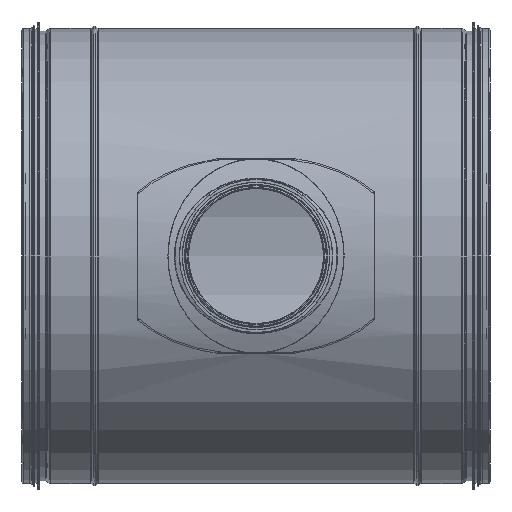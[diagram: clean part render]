
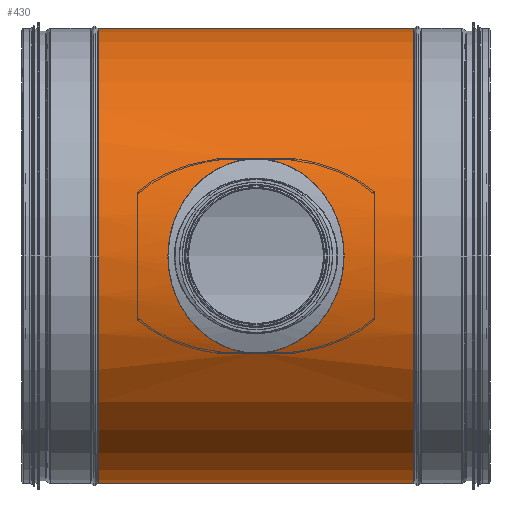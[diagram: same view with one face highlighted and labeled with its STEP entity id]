
A CAD part, left-side view. The second image highlights one B-rep face of the part: STEP entity #430.
In plain terms, the highlighted cylindrical face has radius 199.4 mm (diameter 398.8 mm), a full revolution.
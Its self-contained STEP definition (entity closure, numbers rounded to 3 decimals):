
#125=CARTESIAN_POINT('',(-180.4,204.5,84.948));
#126=VERTEX_POINT('',#125);
#162=CARTESIAN_POINT('',(-180.4,204.5,-84.948));
#163=VERTEX_POINT('',#162);
#292=CARTESIAN_POINT('',(-199.4,127.5,0.));
#293=VERTEX_POINT('',#292);
#294=CARTESIAN_POINT('',(-180.4,204.5,84.948));
#295=CARTESIAN_POINT('',(-180.4,199.264,84.948));
#296=CARTESIAN_POINT('',(-180.692,193.928,84.336));
#297=CARTESIAN_POINT('',(-181.825,183.468,81.864));
#298=CARTESIAN_POINT('',(-182.664,178.343,80.007));
#299=CARTESIAN_POINT('',(-184.685,168.648,75.223));
#300=CARTESIAN_POINT('',(-185.867,164.067,72.294));
#301=CARTESIAN_POINT('',(-188.313,155.696,65.66));
#302=CARTESIAN_POINT('',(-189.574,151.905,61.955));
#303=CARTESIAN_POINT('',(-191.902,145.367,54.31));
#304=CARTESIAN_POINT('',(-193.058,142.361,50.106));
#305=CARTESIAN_POINT('',(-195.186,137.073,41.042));
#306=CARTESIAN_POINT('',(-196.157,134.79,36.181));
#307=CARTESIAN_POINT('',(-197.751,131.127,26.092));
#308=CARTESIAN_POINT('',(-198.376,129.744,20.857));
#309=CARTESIAN_POINT('',(-199.201,127.93,10.355));
#310=CARTESIAN_POINT('',(-199.4,127.5,5.089));
#311=CARTESIAN_POINT('',(-199.4,127.5,0.));
#312=B_SPLINE_CURVE_WITH_KNOTS('',3,(#294,#295,#296,#297,#298,#299,#300,#301,#302,#303,#304,#305,#306,#307,#308,#309,#310,#311),.UNSPECIFIED.,.F.,.U.,(4,2,2,2,2,2,2,2,4),(24.781,26.352,27.923,29.494,31.065,32.592,34.118,35.645,37.172),.UNSPECIFIED.);
#313=EDGE_CURVE('',#126,#293,#312,.T.);
#318=CARTESIAN_POINT('',(-199.4,127.5,0.));
#319=CARTESIAN_POINT('',(-199.4,127.5,-5.089));
#320=CARTESIAN_POINT('',(-199.201,127.93,-10.355));
#321=CARTESIAN_POINT('',(-198.376,129.744,-20.857));
#322=CARTESIAN_POINT('',(-197.751,131.127,-26.092));
#323=CARTESIAN_POINT('',(-196.157,134.79,-36.181));
#324=CARTESIAN_POINT('',(-195.186,137.073,-41.042));
#325=CARTESIAN_POINT('',(-193.058,142.361,-50.106));
#326=CARTESIAN_POINT('',(-191.902,145.367,-54.31));
#327=CARTESIAN_POINT('',(-189.574,151.905,-61.955));
#328=CARTESIAN_POINT('',(-188.313,155.696,-65.66));
#329=CARTESIAN_POINT('',(-185.867,164.067,-72.294));
#330=CARTESIAN_POINT('',(-184.685,168.648,-75.223));
#331=CARTESIAN_POINT('',(-182.664,178.343,-80.007));
#332=CARTESIAN_POINT('',(-181.825,183.468,-81.864));
#333=CARTESIAN_POINT('',(-180.692,193.928,-84.336));
#334=CARTESIAN_POINT('',(-180.4,199.264,-84.948));
#335=CARTESIAN_POINT('',(-180.4,204.5,-84.948));
#336=B_SPLINE_CURVE_WITH_KNOTS('',3,(#318,#319,#320,#321,#322,#323,#324,#325,#326,#327,#328,#329,#330,#331,#332,#333,#334,#335),.UNSPECIFIED.,.F.,.U.,(4,2,2,2,2,2,2,2,4),(37.172,38.699,40.225,41.752,43.279,44.85,46.421,47.991,49.562),.UNSPECIFIED.);
#337=EDGE_CURVE('',#293,#163,#336,.T.);
#347=CARTESIAN_POINT('',(-199.4,281.5,0.));
#348=VERTEX_POINT('',#347);
#349=CARTESIAN_POINT('',(-199.4,281.5,0.));
#350=CARTESIAN_POINT('',(-199.4,281.5,5.089));
#351=CARTESIAN_POINT('',(-199.201,281.07,10.355));
#352=CARTESIAN_POINT('',(-198.376,279.256,20.857));
#353=CARTESIAN_POINT('',(-197.751,277.873,26.092));
#354=CARTESIAN_POINT('',(-196.157,274.21,36.181));
#355=CARTESIAN_POINT('',(-195.186,271.927,41.042));
#356=CARTESIAN_POINT('',(-193.058,266.639,50.106));
#357=CARTESIAN_POINT('',(-191.902,263.633,54.31));
#358=CARTESIAN_POINT('',(-189.574,257.095,61.955));
#359=CARTESIAN_POINT('',(-188.313,253.304,65.66));
#360=CARTESIAN_POINT('',(-185.867,244.933,72.294));
#361=CARTESIAN_POINT('',(-184.685,240.352,75.223));
#362=CARTESIAN_POINT('',(-182.664,230.657,80.007));
#363=CARTESIAN_POINT('',(-181.825,225.532,81.864));
#364=CARTESIAN_POINT('',(-180.692,215.072,84.336));
#365=CARTESIAN_POINT('',(-180.4,209.736,84.948));
#366=CARTESIAN_POINT('',(-180.4,204.5,84.948));
#367=B_SPLINE_CURVE_WITH_KNOTS('',3,(#349,#350,#351,#352,#353,#354,#355,#356,#357,#358,#359,#360,#361,#362,#363,#364,#365,#366),.UNSPECIFIED.,.F.,.U.,(4,2,2,2,2,2,2,2,4),(12.391,13.917,15.444,16.971,18.497,20.068,21.639,23.21,24.781),.UNSPECIFIED.);
#368=EDGE_CURVE('',#348,#126,#367,.T.);
#370=CARTESIAN_POINT('',(-180.4,204.5,-84.948));
#371=CARTESIAN_POINT('',(-180.4,209.736,-84.948));
#372=CARTESIAN_POINT('',(-180.692,215.072,-84.336));
#373=CARTESIAN_POINT('',(-181.825,225.532,-81.864));
#374=CARTESIAN_POINT('',(-182.664,230.657,-80.007));
#375=CARTESIAN_POINT('',(-184.685,240.352,-75.223));
#376=CARTESIAN_POINT('',(-185.867,244.933,-72.294));
#377=CARTESIAN_POINT('',(-188.313,253.304,-65.66));
#378=CARTESIAN_POINT('',(-189.574,257.095,-61.955));
#379=CARTESIAN_POINT('',(-191.902,263.633,-54.31));
#380=CARTESIAN_POINT('',(-193.058,266.639,-50.106));
#381=CARTESIAN_POINT('',(-195.186,271.927,-41.042));
#382=CARTESIAN_POINT('',(-196.157,274.21,-36.181));
#383=CARTESIAN_POINT('',(-197.751,277.873,-26.092));
#384=CARTESIAN_POINT('',(-198.376,279.256,-20.857));
#385=CARTESIAN_POINT('',(-199.201,281.07,-10.355));
#386=CARTESIAN_POINT('',(-199.4,281.5,-5.089));
#387=CARTESIAN_POINT('',(-199.4,281.5,0.));
#388=B_SPLINE_CURVE_WITH_KNOTS('',3,(#370,#371,#372,#373,#374,#375,#376,#377,#378,#379,#380,#381,#382,#383,#384,#385,#386,#387),.UNSPECIFIED.,.F.,.U.,(4,2,2,2,2,2,2,2,4),(0.0,1.571,3.142,4.713,6.284,7.811,9.337,10.864,12.391),.UNSPECIFIED.);
#389=EDGE_CURVE('',#163,#348,#388,.T.);
#397=CARTESIAN_POINT('',(0.0,135.5,0.0));
#398=DIRECTION('',(0.0,-1.0,0.0));
#399=DIRECTION('',(1.0,0.0,0.0));
#400=AXIS2_PLACEMENT_3D('',#397,#398,#399);
#401=CYLINDRICAL_SURFACE('',#400,199.4);
#402=CARTESIAN_POINT('',(199.4,342.5,0.0));
#403=VERTEX_POINT('',#402);
#404=CARTESIAN_POINT('',(0.0,342.5,0.0));
#405=DIRECTION('',(0.0,-1.0,0.0));
#406=DIRECTION('',(1.0,0.0,0.0));
#407=AXIS2_PLACEMENT_3D('',#404,#405,#406);
#408=CIRCLE('',#407,199.4);
#409=EDGE_CURVE('',#403,#403,#408,.T.);
#410=ORIENTED_EDGE('',*,*,#409,.T.);
#411=EDGE_LOOP('',(#410));
#412=FACE_OUTER_BOUND('',#411,.T.);
#413=ORIENTED_EDGE('',*,*,#337,.T.);
#414=ORIENTED_EDGE('',*,*,#389,.T.);
#415=ORIENTED_EDGE('',*,*,#368,.T.);
#416=ORIENTED_EDGE('',*,*,#313,.T.);
#417=EDGE_LOOP('',(#413,#414,#415,#416));
#418=FACE_BOUND('',#417,.T.);
#419=CARTESIAN_POINT('',(199.4,66.5,0.0));
#420=VERTEX_POINT('',#419);
#421=CARTESIAN_POINT('',(0.0,66.5,0.0));
#422=DIRECTION('',(0.0,-1.0,0.0));
#423=DIRECTION('',(1.0,0.0,0.0));
#424=AXIS2_PLACEMENT_3D('',#421,#422,#423);
#425=CIRCLE('',#424,199.4);
#426=EDGE_CURVE('',#420,#420,#425,.T.);
#427=ORIENTED_EDGE('',*,*,#426,.F.);
#428=EDGE_LOOP('',(#427));
#429=FACE_BOUND('',#428,.T.);
#430=ADVANCED_FACE('',(#412,#418,#429),#401,.T.);
